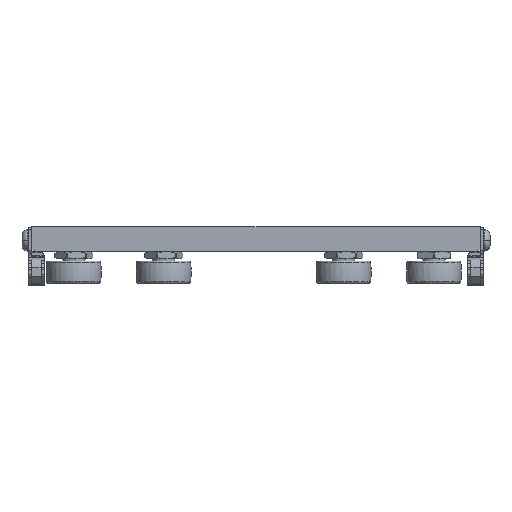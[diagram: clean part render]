
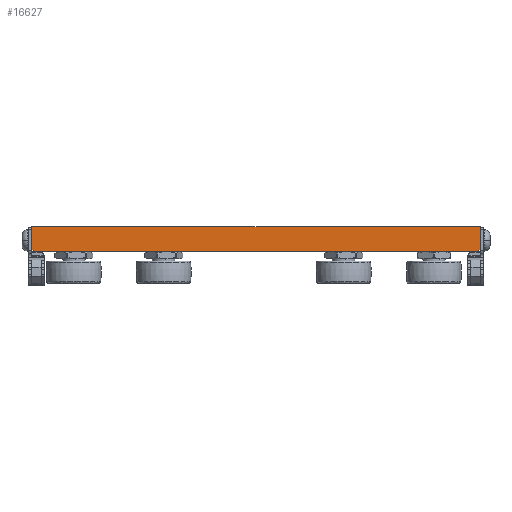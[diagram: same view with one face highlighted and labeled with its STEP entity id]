
A CAD part, top view. The second image highlights one B-rep face of the part: STEP entity #16627.
In plain terms, the highlighted planar face has unit normal (0, 0, 1).
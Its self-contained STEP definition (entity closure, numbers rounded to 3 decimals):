
#364 = EDGE_CURVE ( 'NONE', #14927, #15873, #12378, .T. ) ;
#785 = VERTEX_POINT ( 'NONE', #8331 ) ;
#802 = DIRECTION ( 'NONE',  ( 1., 0., 0. ) ) ;
#964 = ORIENTED_EDGE ( 'NONE', *, *, #14001, .T. ) ;
#1110 = CARTESIAN_POINT ( 'NONE',  ( -79.756, 0.953, 12.001 ) ) ;
#1280 = CARTESIAN_POINT ( 'NONE',  ( 78.803, 0., 12.001 ) ) ;
#2033 = VERTEX_POINT ( 'NONE', #18369 ) ;
#2610 = LINE ( 'NONE', #1280, #3500 ) ;
#2661 = DIRECTION ( 'NONE',  ( 0., -1., 0. ) ) ;
#3085 = ORIENTED_EDGE ( 'NONE', *, *, #364, .T. ) ;
#3500 = VECTOR ( 'NONE', #11107, 1000. ) ;
#4219 = CARTESIAN_POINT ( 'NONE',  ( 78.803, 0., 12.001 ) ) ;
#4225 = DIRECTION ( 'NONE',  ( 1., 0., 0. ) ) ;
#4861 = EDGE_CURVE ( 'NONE', #16689, #2033, #2610, .T. ) ;
#5106 = LINE ( 'NONE', #17880, #8426 ) ;
#5804 = CARTESIAN_POINT ( 'NONE',  ( -78.803, 0., 12.001 ) ) ;
#6603 = CARTESIAN_POINT ( 'NONE',  ( 79.756, 0., 12.001 ) ) ;
#7645 = VECTOR ( 'NONE', #7824, 1000. ) ;
#7795 = ORIENTED_EDGE ( 'NONE', *, *, #14457, .T. ) ;
#7824 = DIRECTION ( 'NONE',  ( 0., 1., 0. ) ) ;
#8148 = CARTESIAN_POINT ( 'NONE',  ( 0., 0., 12.001 ) ) ;
#8183 = LINE ( 'NONE', #6603, #7645 ) ;
#8233 = ORIENTED_EDGE ( 'NONE', *, *, #9862, .T. ) ;
#8331 = CARTESIAN_POINT ( 'NONE',  ( 79.756, 8.814, 12.001 ) ) ;
#8426 = VECTOR ( 'NONE', #13737, 1000. ) ;
#8980 = CARTESIAN_POINT ( 'NONE',  ( -79.756, 8.814, 12.001 ) ) ;
#9862 = EDGE_CURVE ( 'NONE', #2033, #785, #8183, .T. ) ;
#9958 = CARTESIAN_POINT ( 'NONE',  ( -78.803, 0., 12.001 ) ) ;
#11071 = PLANE ( 'NONE',  #11572 ) ;
#11074 = EDGE_CURVE ( 'NONE', #785, #14927, #5106, .T. ) ;
#11107 = DIRECTION ( 'NONE',  ( 0.707, 0.707, 0. ) ) ;
#11572 = AXIS2_PLACEMENT_3D ( 'NONE', #8148, #15289, #802 ) ;
#12378 = LINE ( 'NONE', #15486, #17212 ) ;
#12424 = ORIENTED_EDGE ( 'NONE', *, *, #11074, .T. ) ;
#12473 = VECTOR ( 'NONE', #16040, 1000. ) ;
#12767 = LINE ( 'NONE', #5804, #14537 ) ;
#13026 = CARTESIAN_POINT ( 'NONE',  ( -79.756, 0.952, 12.001 ) ) ;
#13737 = DIRECTION ( 'NONE',  ( -1., 0., 0. ) ) ;
#13944 = ORIENTED_EDGE ( 'NONE', *, *, #4861, .T. ) ;
#14001 = EDGE_CURVE ( 'NONE', #15873, #17444, #17434, .T. ) ;
#14457 = EDGE_CURVE ( 'NONE', #17444, #16689, #12767, .T. ) ;
#14537 = VECTOR ( 'NONE', #4225, 1000. ) ;
#14927 = VERTEX_POINT ( 'NONE', #8980 ) ;
#15289 = DIRECTION ( 'NONE',  ( 0., 0., 1. ) ) ;
#15486 = CARTESIAN_POINT ( 'NONE',  ( -79.756, 0., 12.001 ) ) ;
#15873 = VERTEX_POINT ( 'NONE', #1110 ) ;
#16040 = DIRECTION ( 'NONE',  ( 0.707, -0.707, 0. ) ) ;
#16064 = EDGE_LOOP ( 'NONE', ( #8233, #12424, #3085, #964, #7795, #13944 ) ) ;
#16627 = ADVANCED_FACE ( 'NONE', ( #16712 ), #11071, .T. ) ;
#16689 = VERTEX_POINT ( 'NONE', #4219 ) ;
#16712 = FACE_OUTER_BOUND ( 'NONE', #16064, .T. ) ;
#17212 = VECTOR ( 'NONE', #2661, 1000. ) ;
#17434 = LINE ( 'NONE', #13026, #12473 ) ;
#17444 = VERTEX_POINT ( 'NONE', #9958 ) ;
#17880 = CARTESIAN_POINT ( 'NONE',  ( 0., 8.814, 12.001 ) ) ;
#18369 = CARTESIAN_POINT ( 'NONE',  ( 79.756, 0.952, 12.001 ) ) ;
